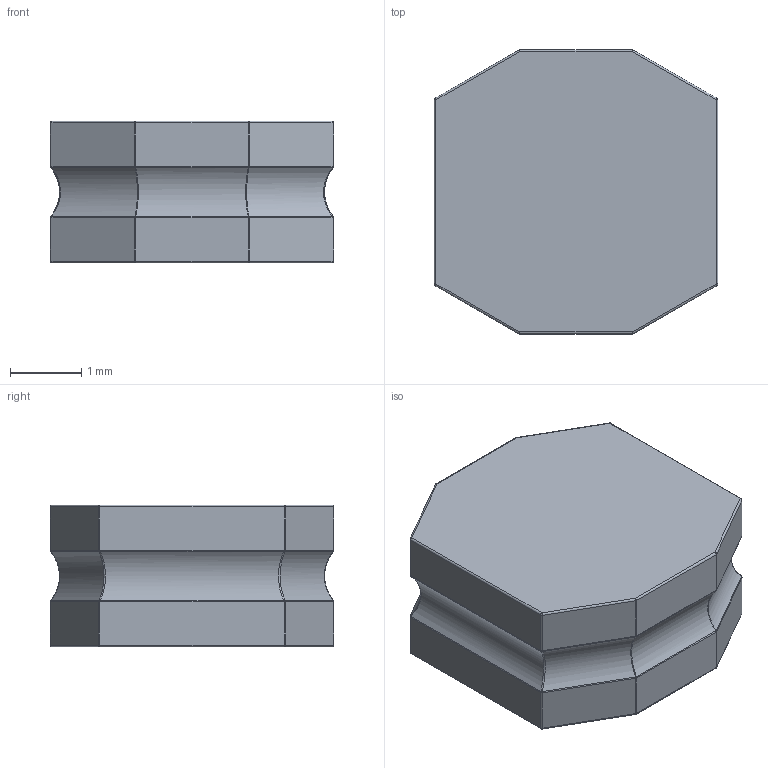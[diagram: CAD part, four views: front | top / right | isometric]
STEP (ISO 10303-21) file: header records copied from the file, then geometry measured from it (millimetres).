
FILE_DESCRIPTION(/* description */ (''),/* implementation_level */ '2;1');
FILE_NAME(/* name */ 'L_4020.step',/* time_stamp */ '2021-09-29T19:18:39+08:00',/* author */ (''),/* organization */ (''),/* preprocessor_version */ 'ST-DEVELOPER v18.1',/* originating_system */ 'Autodesk Translation Framework v10.10.0.1391',/* authorisation */ '');
FILE_SCHEMA (('AUTOMOTIVE_DESIGN { 1 0 10303 214 3 1 1 }'));
Length unit declared in the file: inch
Products named in the file (1): (未保存)
Bounding box: 3.99 x 3.99 x 2 mm (x, y, z)
Volume: 27.6 mm3; surface area: 56.5 mm2
Topology: 1 solids, 1 shells, 114 faces, 241 edges, 127 vertices
Faces by surface type: cylinder 56, sphere 32, plane 18, bspline 8
Entity records: 4029 total; most frequent: CARTESIAN_POINT 1544, DIRECTION 568, ORIENTED_EDGE 478, EDGE_CURVE 239, AXIS2_PLACEMENT_3D 236, VERTEX_POINT 127, FACE_OUTER_BOUND 114, EDGE_LOOP 114
